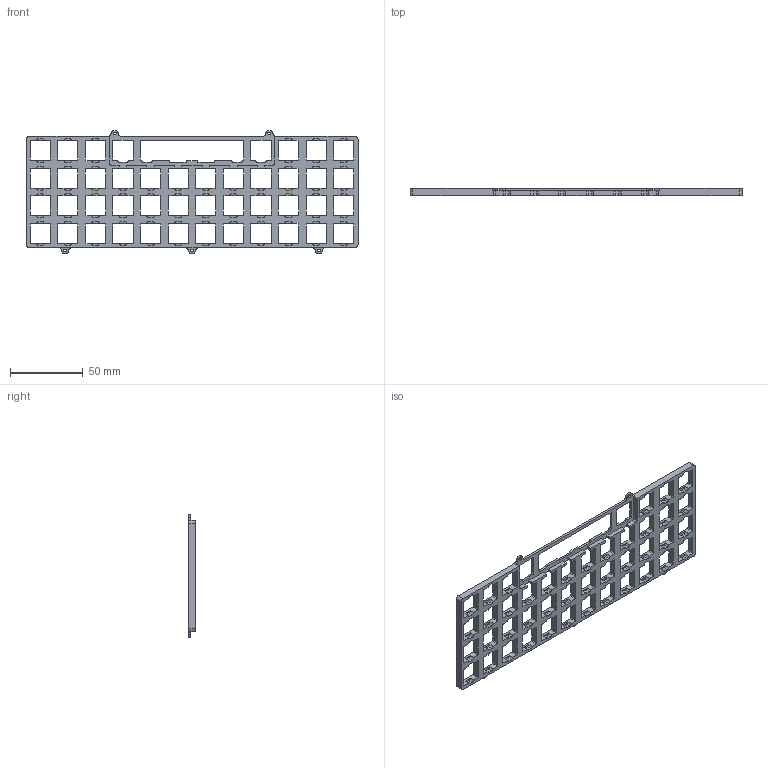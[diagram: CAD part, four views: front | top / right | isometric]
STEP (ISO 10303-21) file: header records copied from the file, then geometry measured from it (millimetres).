
FILE_DESCRIPTION (( 'STEP AP203' ), '1' );
FILE_NAME ('Gridiron Planck Thick.STEP', '2022-08-31T14:49:15', ( '' ), ( '' ), 'SwSTEP 2.0', 'SolidWorks 2021', '' );
FILE_SCHEMA (( 'CONFIG_CONTROL_DESIGN' ));
Length unit declared in the file: millimetre
Products named in the file (1): Gridiron Planck Thick
Bounding box: 228.6 x 4.76 x 84.6 mm (x, y, z)
Volume: 33166.6 mm3; surface area: 30608.1 mm2
Topology: 1 solids, 1 shells, 782 faces, 2358 edges, 1572 vertices
Faces by surface type: plane 398, cylinder 384
Entity records: 26947 total; most frequent: ORIENTED_EDGE 4716, CARTESIAN_POINT 4713, DIRECTION 4692, EDGE_CURVE 2358, LINE 1590, VECTOR 1590, VERTEX_POINT 1572, AXIS2_PLACEMENT_3D 1551
